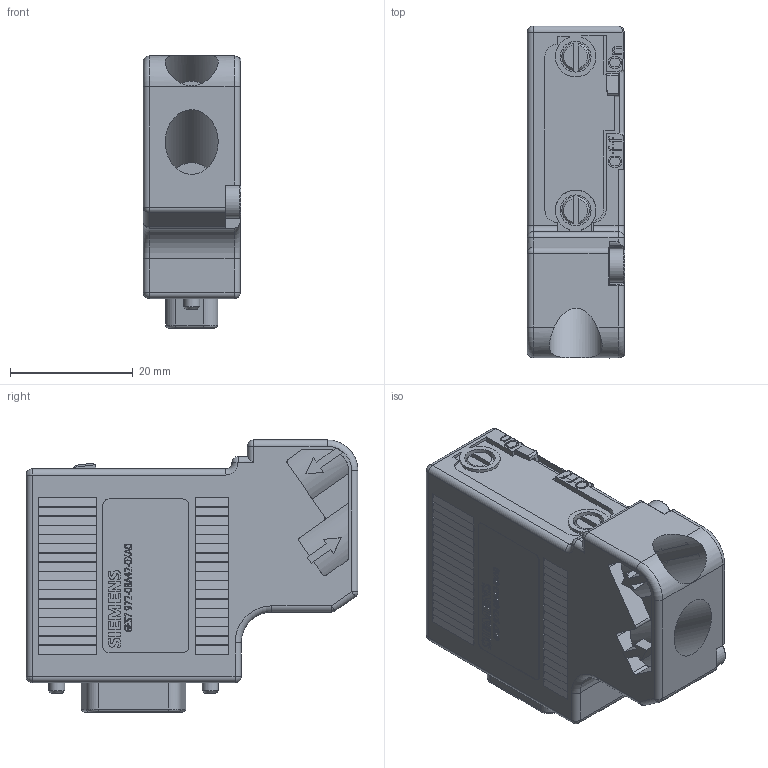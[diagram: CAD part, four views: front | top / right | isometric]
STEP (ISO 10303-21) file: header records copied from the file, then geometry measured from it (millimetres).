
FILE_DESCRIPTION(/* description */ (''),/* implementation_level */ '2;1');
FILE_NAME(/* name */ '6ES7972-0BA42-0XA0_3d.stp',/* time_stamp */ '2024-07-17T12:31:20+02:00',/* author */ (''),/* organization */ (''),/* preprocessor_version */ 'ST-DEVELOPER v18.102',/* originating_system */ 'SIEMENS PLM Software NX 2023',/* authorisation */ '');
FILE_SCHEMA (('AUTOMOTIVE_DESIGN { 1 0 10303 214 3 1 1 1 }'));
Length unit declared in the file: millimetre
Products named in the file (3): A5E32630141A_RS-AA_002_1-labeling; A5E32631847A_RS-AA_002_1-box; A5E32630147A_RS-AA_002_3-CAx_6ES79720BA420XA0
Assembly tree (2 placements, depth 2):
  A5E32630147A_RS-AA_002_3-CAx_6ES79720BA420XA0
    A5E32631847A_RS-AA_002_1-box
    A5E32630141A_RS-AA_002_1-labeling
Bounding box: 15.9 x 54 x 44.27 mm (x, y, z)
Volume: 24631.1 mm3; surface area: 9021.9 mm2
Topology: 19 solids, 19 shells, 1293 faces, 3283 edges, 2074 vertices
Faces by surface type: plane 1063, cylinder 124, extrusion 57, torus 21, sphere 11, bspline 11, cone 6
Full cylindrical faces by diameter (mm): 0.7 x5, 0.8 x4, 2.62 x2, 5 x2, 5.362 x2, 8.6 x2
Entity records: 49076 total; most frequent: CARTESIAN_POINT 9573, ORIENTED_EDGE 6454, DIRECTION 5672, EDGE_CURVE 3227, VECTOR 2628, LINE 2571, VERTEX_POINT 2059, AXIS2_PLACEMENT_3D 1522
